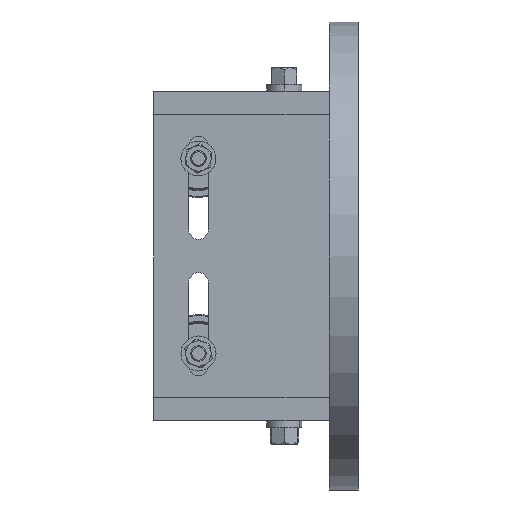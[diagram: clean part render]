
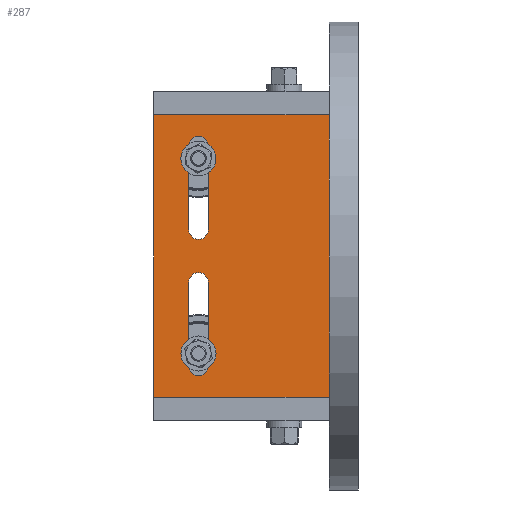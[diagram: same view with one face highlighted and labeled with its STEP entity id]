
A CAD part, left-side view. The second image highlights one B-rep face of the part: STEP entity #287.
In plain terms, the highlighted face is planar.
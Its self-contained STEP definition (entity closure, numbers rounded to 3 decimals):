
#24 = LINE ( 'NONE', #7284, #3146 ) ;
#65 = CARTESIAN_POINT ( 'NONE',  ( 0., 0., 12. ) ) ;
#219 = ORIENTED_EDGE ( 'NONE', *, *, #2106, .T. ) ;
#254 = CARTESIAN_POINT ( 'NONE',  ( 81., 67., 12. ) ) ;
#287 = ADVANCED_FACE ( 'NONE', ( #1369, #8528, #4042 ), #1974, .F. ) ;
#488 = EDGE_CURVE ( 'NONE', #5985, #2985, #8205, .T. ) ;
#524 = CARTESIAN_POINT ( 'NONE',  ( 129., 67., 12. ) ) ;
#687 = VERTEX_POINT ( 'NONE', #3929 ) ;
#762 = VECTOR ( 'NONE', #4677, 1000. ) ;
#833 = CARTESIAN_POINT ( 'NONE',  ( 16., 72., 12. ) ) ;
#933 = CARTESIAN_POINT ( 'NONE',  ( 16., 62., 12. ) ) ;
#936 = ORIENTED_EDGE ( 'NONE', *, *, #1487, .T. ) ;
#958 = AXIS2_PLACEMENT_3D ( 'NONE', #5953, #5912, #6632 ) ;
#1016 = CARTESIAN_POINT ( 'NONE',  ( 86., 62., 12. ) ) ;
#1036 = LINE ( 'NONE', #8502, #5078 ) ;
#1136 = CARTESIAN_POINT ( 'NONE',  ( 16., 67., 12. ) ) ;
#1233 = LINE ( 'NONE', #3908, #5286 ) ;
#1272 = ORIENTED_EDGE ( 'NONE', *, *, #5374, .T. ) ;
#1366 = ORIENTED_EDGE ( 'NONE', *, *, #3558, .T. ) ;
#1369 = FACE_OUTER_BOUND ( 'NONE', #8308, .T. ) ;
#1389 = DIRECTION ( 'NONE',  ( -1., 0., 0. ) ) ;
#1396 = VECTOR ( 'NONE', #5509, 1000. ) ;
#1487 = EDGE_CURVE ( 'NONE', #7489, #4654, #7357, .T. ) ;
#1596 = DIRECTION ( 'NONE',  ( 1., 0., 0. ) ) ;
#1722 = DIRECTION ( 'NONE',  ( 0., 0., -1. ) ) ;
#1784 = CARTESIAN_POINT ( 'NONE',  ( 86., 67., 12. ) ) ;
#1974 = PLANE ( 'NONE',  #5717 ) ;
#1993 = EDGE_CURVE ( 'NONE', #4654, #7537, #8186, .T. ) ;
#1999 = CARTESIAN_POINT ( 'NONE',  ( 0., 0., 12. ) ) ;
#2008 = EDGE_CURVE ( 'NONE', #3637, #4446, #1233, .T. ) ;
#2041 = DIRECTION ( 'NONE',  ( 0., 1., 0. ) ) ;
#2063 = CARTESIAN_POINT ( 'NONE',  ( 59., 62., 12. ) ) ;
#2064 = DIRECTION ( 'NONE',  ( -1., 0., 0. ) ) ;
#2086 = DIRECTION ( 'NONE',  ( -1., 0., 0. ) ) ;
#2106 = EDGE_CURVE ( 'NONE', #7780, #4831, #5153, .T. ) ;
#2169 = CARTESIAN_POINT ( 'NONE',  ( 145., 0., 12. ) ) ;
#2194 = EDGE_CURVE ( 'NONE', #8112, #7489, #2425, .T. ) ;
#2202 = VECTOR ( 'NONE', #8422, 1000. ) ;
#2340 = DIRECTION ( 'NONE',  ( -1., 0., 0. ) ) ;
#2395 = DIRECTION ( 'NONE',  ( 0., 0., -1. ) ) ;
#2425 = CIRCLE ( 'NONE', #8125, 5. ) ;
#2742 = DIRECTION ( 'NONE',  ( 0., 0., -1. ) ) ;
#2793 = EDGE_CURVE ( 'NONE', #2985, #7780, #2828, .T. ) ;
#2794 = ORIENTED_EDGE ( 'NONE', *, *, #2008, .T. ) ;
#2828 = LINE ( 'NONE', #2921, #1396 ) ;
#2921 = CARTESIAN_POINT ( 'NONE',  ( 129., 62., 12. ) ) ;
#2940 = ORIENTED_EDGE ( 'NONE', *, *, #7869, .T. ) ;
#2985 = VERTEX_POINT ( 'NONE', #8549 ) ;
#3146 = VECTOR ( 'NONE', #6643, 1000. ) ;
#3194 = DIRECTION ( 'NONE',  ( -1., 0., 0. ) ) ;
#3260 = CARTESIAN_POINT ( 'NONE',  ( 0., 90., 12. ) ) ;
#3499 = DIRECTION ( 'NONE',  ( 0., 0., -1. ) ) ;
#3558 = EDGE_CURVE ( 'NONE', #6452, #3637, #7975, .T. ) ;
#3637 = VERTEX_POINT ( 'NONE', #2169 ) ;
#3684 = ORIENTED_EDGE ( 'NONE', *, *, #1993, .T. ) ;
#3836 = ORIENTED_EDGE ( 'NONE', *, *, #5117, .T. ) ;
#3845 = EDGE_LOOP ( 'NONE', ( #2940, #6398, #4387, #219, #1272 ) ) ;
#3865 = LINE ( 'NONE', #8556, #6673 ) ;
#3908 = CARTESIAN_POINT ( 'NONE',  ( 145., 0., 12. ) ) ;
#3929 = CARTESIAN_POINT ( 'NONE',  ( 0., 90., 12. ) ) ;
#4042 = FACE_BOUND ( 'NONE', #5303, .T. ) ;
#4045 = CARTESIAN_POINT ( 'NONE',  ( 59., 72., 12. ) ) ;
#4132 = VECTOR ( 'NONE', #1596, 1000. ) ;
#4209 = ORIENTED_EDGE ( 'NONE', *, *, #7833, .T. ) ;
#4218 = EDGE_CURVE ( 'NONE', #4446, #687, #1036, .T. ) ;
#4387 = ORIENTED_EDGE ( 'NONE', *, *, #2793, .T. ) ;
#4446 = VERTEX_POINT ( 'NONE', #8496 ) ;
#4507 = AXIS2_PLACEMENT_3D ( 'NONE', #1784, #2395, #8373 ) ;
#4513 = ORIENTED_EDGE ( 'NONE', *, *, #2194, .T. ) ;
#4552 = LINE ( 'NONE', #7116, #2202 ) ;
#4564 = CIRCLE ( 'NONE', #6782, 5. ) ;
#4654 = VERTEX_POINT ( 'NONE', #4045 ) ;
#4677 = DIRECTION ( 'NONE',  ( 1., 0., 0. ) ) ;
#4690 = CARTESIAN_POINT ( 'NONE',  ( 16., 72., 12. ) ) ;
#4831 = VERTEX_POINT ( 'NONE', #254 ) ;
#5078 = VECTOR ( 'NONE', #6406, 1000. ) ;
#5117 = EDGE_CURVE ( 'NONE', #687, #6452, #24, .T. ) ;
#5153 = CIRCLE ( 'NONE', #7370, 5. ) ;
#5286 = VECTOR ( 'NONE', #2041, 1000. ) ;
#5303 = EDGE_LOOP ( 'NONE', ( #4209, #5805, #4513, #936, #3684 ) ) ;
#5374 = EDGE_CURVE ( 'NONE', #4831, #6212, #5771, .T. ) ;
#5509 = DIRECTION ( 'NONE',  ( -1., 0., 0. ) ) ;
#5530 = CARTESIAN_POINT ( 'NONE',  ( 129., 72., 12. ) ) ;
#5585 = AXIS2_PLACEMENT_3D ( 'NONE', #524, #8314, #2340 ) ;
#5717 = AXIS2_PLACEMENT_3D ( 'NONE', #3260, #8033, #2064 ) ;
#5771 = CIRCLE ( 'NONE', #4507, 5. ) ;
#5805 = ORIENTED_EDGE ( 'NONE', *, *, #6751, .T. ) ;
#5912 = DIRECTION ( 'NONE',  ( 0., 0., -1. ) ) ;
#5953 = CARTESIAN_POINT ( 'NONE',  ( 59., 67., 12. ) ) ;
#5985 = VERTEX_POINT ( 'NONE', #5530 ) ;
#6148 = ORIENTED_EDGE ( 'NONE', *, *, #4218, .T. ) ;
#6192 = CARTESIAN_POINT ( 'NONE',  ( 16., 67., 12. ) ) ;
#6212 = VERTEX_POINT ( 'NONE', #7029 ) ;
#6398 = ORIENTED_EDGE ( 'NONE', *, *, #488, .T. ) ;
#6406 = DIRECTION ( 'NONE',  ( -1., 0., 0. ) ) ;
#6452 = VERTEX_POINT ( 'NONE', #65 ) ;
#6632 = DIRECTION ( 'NONE',  ( -1., 0., 0. ) ) ;
#6643 = DIRECTION ( 'NONE',  ( 0., -1., 0. ) ) ;
#6673 = VECTOR ( 'NONE', #7852, 1000. ) ;
#6751 = EDGE_CURVE ( 'NONE', #7736, #8112, #4564, .T. ) ;
#6782 = AXIS2_PLACEMENT_3D ( 'NONE', #1136, #1722, #3194 ) ;
#7029 = CARTESIAN_POINT ( 'NONE',  ( 86., 72., 12. ) ) ;
#7116 = CARTESIAN_POINT ( 'NONE',  ( 16., 62., 12. ) ) ;
#7284 = CARTESIAN_POINT ( 'NONE',  ( 0., 0., 12. ) ) ;
#7357 = LINE ( 'NONE', #833, #4132 ) ;
#7370 = AXIS2_PLACEMENT_3D ( 'NONE', #7442, #2742, #1389 ) ;
#7442 = CARTESIAN_POINT ( 'NONE',  ( 86., 67., 12. ) ) ;
#7489 = VERTEX_POINT ( 'NONE', #4690 ) ;
#7537 = VERTEX_POINT ( 'NONE', #2063 ) ;
#7736 = VERTEX_POINT ( 'NONE', #933 ) ;
#7780 = VERTEX_POINT ( 'NONE', #1016 ) ;
#7833 = EDGE_CURVE ( 'NONE', #7537, #7736, #4552, .T. ) ;
#7852 = DIRECTION ( 'NONE',  ( 1., 0., 0. ) ) ;
#7869 = EDGE_CURVE ( 'NONE', #6212, #5985, #3865, .T. ) ;
#7975 = LINE ( 'NONE', #1999, #762 ) ;
#8018 = CARTESIAN_POINT ( 'NONE',  ( 11., 67., 12. ) ) ;
#8033 = DIRECTION ( 'NONE',  ( 0., 0., -1. ) ) ;
#8112 = VERTEX_POINT ( 'NONE', #8018 ) ;
#8125 = AXIS2_PLACEMENT_3D ( 'NONE', #6192, #3499, #2086 ) ;
#8186 = CIRCLE ( 'NONE', #958, 5. ) ;
#8205 = CIRCLE ( 'NONE', #5585, 5. ) ;
#8308 = EDGE_LOOP ( 'NONE', ( #3836, #1366, #2794, #6148 ) ) ;
#8314 = DIRECTION ( 'NONE',  ( 0., 0., -1. ) ) ;
#8373 = DIRECTION ( 'NONE',  ( -1., 0., 0. ) ) ;
#8422 = DIRECTION ( 'NONE',  ( -1., 0., 0. ) ) ;
#8496 = CARTESIAN_POINT ( 'NONE',  ( 145., 90., 12. ) ) ;
#8502 = CARTESIAN_POINT ( 'NONE',  ( 0., 90., 12. ) ) ;
#8528 = FACE_BOUND ( 'NONE', #3845, .T. ) ;
#8549 = CARTESIAN_POINT ( 'NONE',  ( 129., 62., 12. ) ) ;
#8556 = CARTESIAN_POINT ( 'NONE',  ( 129., 72., 12. ) ) ;
